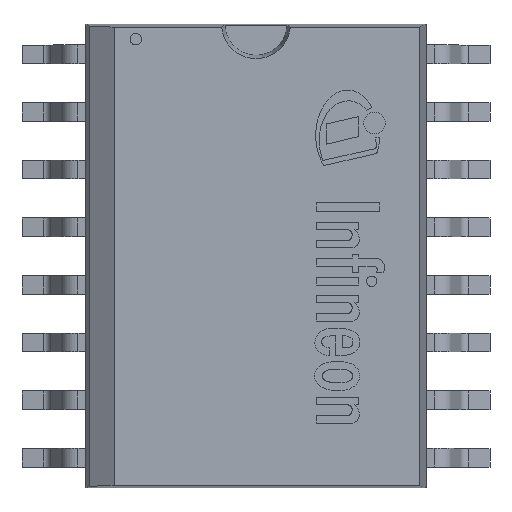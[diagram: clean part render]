
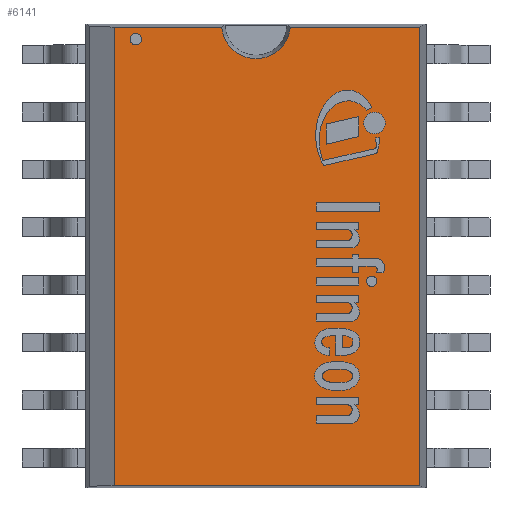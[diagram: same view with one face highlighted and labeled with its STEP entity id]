
A CAD part, top view. The second image highlights one B-rep face of the part: STEP entity #6141.
In plain terms, the highlighted planar face has unit normal (0, 0, 1).
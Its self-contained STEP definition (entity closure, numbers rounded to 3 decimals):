
#82=FACE_BOUND('',#745,.T.);
#90=CIRCLE('',#6538,0.125);
#92=CIRCLE('',#6544,0.76);
#376=FACE_OUTER_BOUND('',#744,.T.);
#744=EDGE_LOOP('',(#4091,#4092,#4093,#4094,#4095,#4096));
#745=EDGE_LOOP('',(#4097));
#1124=LINE('',#8759,#1842);
#1125=LINE('',#8762,#1843);
#1127=LINE('',#8774,#1845);
#1131=LINE('',#8782,#1849);
#1132=LINE('',#8783,#1850);
#1842=VECTOR('',#7059,1.);
#1843=VECTOR('',#7062,1.);
#1845=VECTOR('',#7064,1.);
#1849=VECTOR('',#7070,1.);
#1850=VECTOR('',#7071,1.);
#2553=VERTEX_POINT('',#8746);
#2556=VERTEX_POINT('',#8753);
#2558=VERTEX_POINT('',#8757);
#2559=VERTEX_POINT('',#8761);
#2562=VERTEX_POINT('',#8769);
#2563=VERTEX_POINT('',#8773);
#2566=VERTEX_POINT('',#8781);
#3161=EDGE_CURVE('',#2553,#2553,#90,.T.);
#3166=EDGE_CURVE('',#2556,#2558,#1124,.T.);
#3167=EDGE_CURVE('',#2559,#2556,#1125,.F.);
#3171=EDGE_CURVE('',#2563,#2562,#1127,.F.);
#3175=EDGE_CURVE('',#2558,#2566,#1131,.F.);
#3176=EDGE_CURVE('',#2566,#2563,#1132,.F.);
#3177=EDGE_CURVE('',#2562,#2559,#92,.T.);
#4091=ORIENTED_EDGE('',*,*,#3166,.T.);
#4092=ORIENTED_EDGE('',*,*,#3175,.T.);
#4093=ORIENTED_EDGE('',*,*,#3176,.T.);
#4094=ORIENTED_EDGE('',*,*,#3171,.T.);
#4095=ORIENTED_EDGE('',*,*,#3177,.T.);
#4096=ORIENTED_EDGE('',*,*,#3167,.T.);
#4097=ORIENTED_EDGE('',*,*,#3161,.T.);
#5864=PLANE('',#6543);
#6141=ADVANCED_FACE('',(#376,#82),#5864,.T.);
#6538=AXIS2_PLACEMENT_3D('',#8747,#7048,#7049);
#6543=AXIS2_PLACEMENT_3D('',#8780,#7068,#7069);
#6544=AXIS2_PLACEMENT_3D('',#8784,#7072,#7073);
#7048=DIRECTION('center_axis',(0.,0.,-1.));
#7049=DIRECTION('ref_axis',(-1.,0.,0.));
#7059=DIRECTION('',(0.,-1.,0.));
#7062=DIRECTION('',(1.,0.,0.));
#7064=DIRECTION('',(1.,0.,0.));
#7068=DIRECTION('center_axis',(0.,0.,1.));
#7069=DIRECTION('ref_axis',(0.,-1.,0.));
#7070=DIRECTION('',(-1.,0.,0.));
#7071=DIRECTION('',(0.,-1.,0.));
#7072=DIRECTION('center_axis',(0.,0.,-1.));
#7073=DIRECTION('ref_axis',(-1.,0.,0.));
#8746=CARTESIAN_POINT('',(-2.525,4.772,2.64));
#8747=CARTESIAN_POINT('Origin',(-2.65,4.772,2.64));
#8753=CARTESIAN_POINT('',(-3.127,5.039,2.64));
#8757=CARTESIAN_POINT('',(-3.127,-5.056,2.64));
#8759=CARTESIAN_POINT('',(-3.127,-3.528,2.64));
#8761=CARTESIAN_POINT('',(-0.757,5.039,2.64));
#8762=CARTESIAN_POINT('',(1.875,5.039,2.64));
#8769=CARTESIAN_POINT('',(0.757,5.039,2.64));
#8773=CARTESIAN_POINT('',(3.601,5.039,2.64));
#8774=CARTESIAN_POINT('',(1.875,5.039,2.64));
#8780=CARTESIAN_POINT('Origin',(0.,0.,2.64));
#8781=CARTESIAN_POINT('',(3.601,-5.056,2.64));
#8782=CARTESIAN_POINT('',(-1.875,-5.056,2.64));
#8783=CARTESIAN_POINT('',(3.601,-2.553,2.64));
#8784=CARTESIAN_POINT('Origin',(0.,5.105,2.64));
